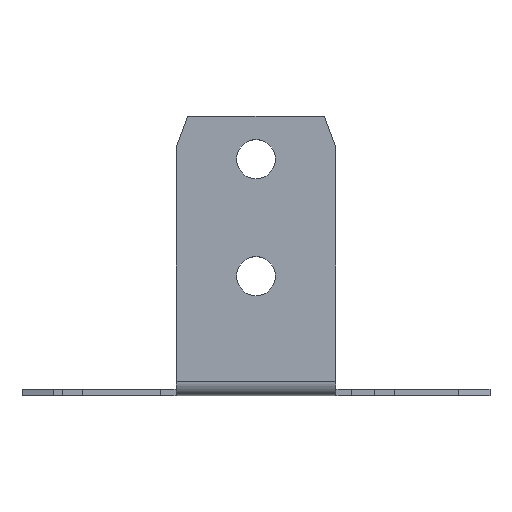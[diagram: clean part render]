
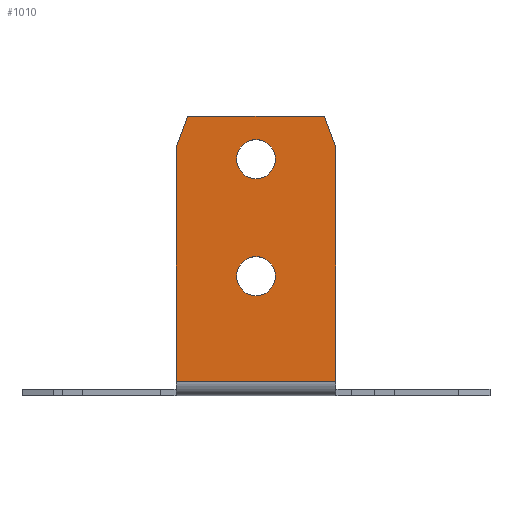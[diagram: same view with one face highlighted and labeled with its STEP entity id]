
A CAD part, top view. The second image highlights one B-rep face of the part: STEP entity #1010.
In plain terms, the highlighted planar face has unit normal (0, 0, 1).
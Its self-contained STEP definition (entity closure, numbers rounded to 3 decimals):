
#15=FACE_BOUND('',#111,.T.);
#16=FACE_BOUND('',#112,.T.);
#19=CIRCLE('',#1080,2.5);
#21=CIRCLE('',#1083,2.5);
#60=FACE_OUTER_BOUND('',#110,.T.);
#110=EDGE_LOOP('',(#799,#800,#801,#802,#803,#804));
#111=EDGE_LOOP('',(#805));
#112=EDGE_LOOP('',(#806));
#230=LINE('',#1569,#366);
#232=LINE('',#1573,#368);
#235=LINE('',#1579,#371);
#236=LINE('',#1581,#372);
#237=LINE('',#1583,#373);
#238=LINE('',#1584,#374);
#366=VECTOR('',#1273,10.);
#368=VECTOR('',#1277,10.);
#371=VECTOR('',#1282,10.);
#372=VECTOR('',#1283,10.);
#373=VECTOR('',#1284,10.);
#374=VECTOR('',#1285,10.);
#474=VERTEX_POINT('',#1551);
#476=VERTEX_POINT('',#1557);
#480=VERTEX_POINT('',#1566);
#481=VERTEX_POINT('',#1568);
#482=VERTEX_POINT('',#1572);
#484=VERTEX_POINT('',#1578);
#485=VERTEX_POINT('',#1580);
#486=VERTEX_POINT('',#1582);
#594=EDGE_CURVE('',#474,#474,#19,.T.);
#597=EDGE_CURVE('',#476,#476,#21,.T.);
#602=EDGE_CURVE('',#480,#481,#230,.T.);
#604=EDGE_CURVE('',#481,#482,#232,.T.);
#607=EDGE_CURVE('',#484,#480,#235,.T.);
#608=EDGE_CURVE('',#485,#484,#236,.T.);
#609=EDGE_CURVE('',#486,#485,#237,.T.);
#610=EDGE_CURVE('',#482,#486,#238,.T.);
#799=ORIENTED_EDGE('',*,*,#602,.F.);
#800=ORIENTED_EDGE('',*,*,#607,.F.);
#801=ORIENTED_EDGE('',*,*,#608,.F.);
#802=ORIENTED_EDGE('',*,*,#609,.F.);
#803=ORIENTED_EDGE('',*,*,#610,.F.);
#804=ORIENTED_EDGE('',*,*,#604,.F.);
#805=ORIENTED_EDGE('',*,*,#594,.T.);
#806=ORIENTED_EDGE('',*,*,#597,.T.);
#962=PLANE('',#1087);
#1010=ADVANCED_FACE('',(#60,#15,#16),#962,.T.);
#1080=AXIS2_PLACEMENT_3D('',#1552,#1257,#1258);
#1083=AXIS2_PLACEMENT_3D('',#1558,#1264,#1265);
#1087=AXIS2_PLACEMENT_3D('',#1577,#1280,#1281);
#1257=DIRECTION('center_axis',(0.,0.,
-1.));
#1258=DIRECTION('ref_axis',(1.,0.,0.));
#1264=DIRECTION('center_axis',(0.,0.,
-1.));
#1265=DIRECTION('ref_axis',(1.,0.,0.));
#1273=DIRECTION('',(0.351,0.936,0.));
#1277=DIRECTION('',(1.,0.,0.));
#1280=DIRECTION('center_axis',(0.,0.,
1.));
#1281=DIRECTION('ref_axis',(1.,0.,0.));
#1282=DIRECTION('',(0.,1.,0.));
#1283=DIRECTION('',(-1.,0.,0.));
#1284=DIRECTION('',(0.,-1.,0.));
#1285=DIRECTION('',(0.351,-0.936,0.));
#1551=CARTESIAN_POINT('',(-2.5,30.3,2.05));
#1552=CARTESIAN_POINT('Origin',(0.,30.3,2.05));
#1557=CARTESIAN_POINT('',(-2.5,15.3,2.05));
#1558=CARTESIAN_POINT('Origin',(0.,15.3,2.05));
#1566=CARTESIAN_POINT('',(-10.25,31.8,2.05));
#1568=CARTESIAN_POINT('',(-8.75,35.8,2.05));
#1569=CARTESIAN_POINT('',(-11.462,28.567,2.05));
#1572=CARTESIAN_POINT('',(8.75,35.8,2.05));
#1573=CARTESIAN_POINT('',(-10.25,35.8,2.05));
#1577=CARTESIAN_POINT('Origin',(0.,18.3,2.05));
#1578=CARTESIAN_POINT('',(-10.25,1.8,2.05));
#1579=CARTESIAN_POINT('',(-10.25,0.8,2.05));
#1580=CARTESIAN_POINT('',(10.25,1.8,2.05));
#1581=CARTESIAN_POINT('',(-10.25,1.8,2.05));
#1582=CARTESIAN_POINT('',(10.25,31.8,2.05));
#1583=CARTESIAN_POINT('',(10.25,35.8,2.05));
#1584=CARTESIAN_POINT('',(11.462,28.567,2.05));
